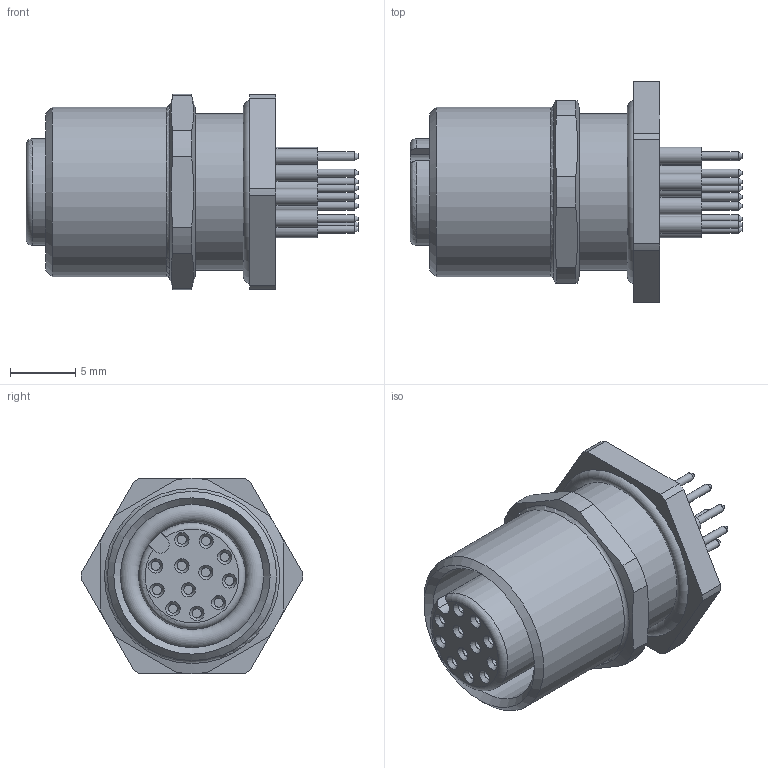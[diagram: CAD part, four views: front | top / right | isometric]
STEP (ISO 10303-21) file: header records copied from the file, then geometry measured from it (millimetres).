
FILE_DESCRIPTION(/* description */ (''),/* implementation_level */ '2;1');
FILE_NAME(/* name */ 'AL-FHM12KUA12-P_M12_S3540.stp',/* time_stamp */ '2019-01-10T15:58:39+01:00',/* author */ (''),/* organization */ (''),/* preprocessor_version */ 'ST-DEVELOPER v16',/* originating_system */ 'SIEMENS PLM Software NX 10.0',/* authorisation */ '');
FILE_SCHEMA (('AUTOMOTIVE_DESIGN { 1 0 10303 214 3 1 1 1 }'));
Length unit declared in the file: millimetre
Products named in the file (1): v.sh1DB06F713v2m
Bounding box: 25.5 x 17 x 15 mm (x, y, z)
Volume: 2292.7 mm3; surface area: 2307.7 mm2
Topology: 3 solids, 3 shells, 144 faces, 288 edges, 186 vertices
Faces by surface type: plane 57, cylinder 54, cone 29, torus 4
Full cylindrical faces by diameter (mm): 0.6 x12, 0.7 x12, 1.3 x12, 11 x1, 12 x1, 13 x1, 14 x1
Entity records: 3318 total; most frequent: DIRECTION 610, CARTESIAN_POINT 578, ORIENTED_EDGE 392, AXIS2_PLACEMENT_3D 283, EDGE_LOOP 252, FACE_BOUND 200, EDGE_CURVE 196, VERTEX_POINT 168
